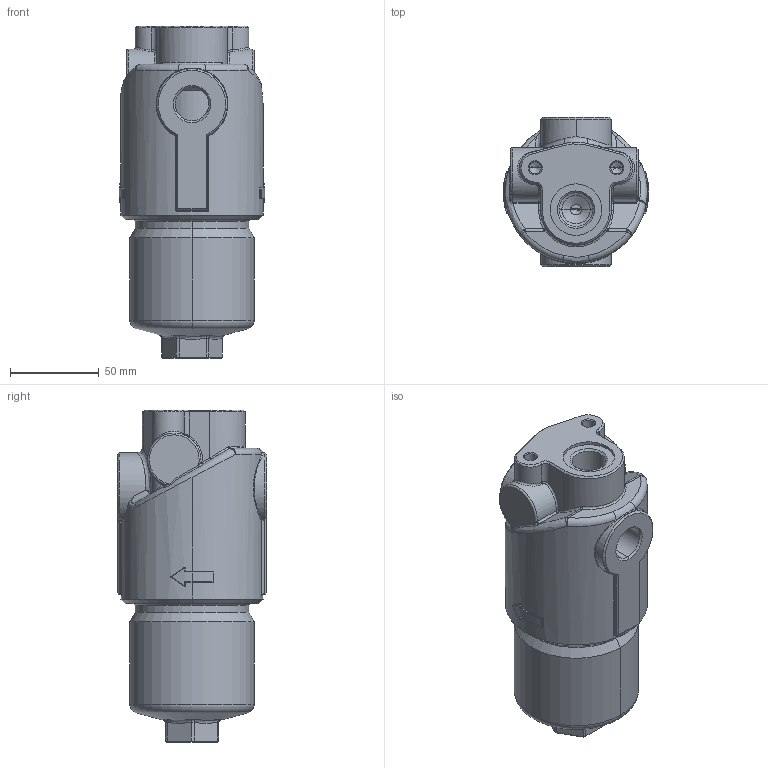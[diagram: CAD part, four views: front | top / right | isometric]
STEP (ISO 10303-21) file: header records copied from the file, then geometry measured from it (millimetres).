
FILE_DESCRIPTION(/* description */ ('Unknown'),/* implementation_level */ '2;1');
FILE_NAME(/* name */ 'OF.90901-001',/* time_stamp */ '2023-07-27T13:39:59+02:00',/* author */ ('Unknown'),/* organization */ ('Unknown'),/* preprocessor_version */ 'ST-DEVELOPER v18.102',/* originating_system */ 'Solid Edge',/* authorisation */ 'Unknown');
FILE_SCHEMA (('AUTOMOTIVE_DESIGN {1 0 10303 214 3 1 1}'));
Length unit declared in the file: millimetre
Products named in the file (3): 659_HPM281; HPM28-01-L-G; HPM28-1-02_0
Assembly tree (2 placements, depth 2):
  659_HPM281
    HPM28-01-L-G
    HPM28-1-02_0
Bounding box: 82 x 84 x 187 mm (x, y, z)
Volume: 479251.5 mm3; surface area: 105787.6 mm2
Topology: 2 solids, 3 shells, 539 faces, 1279 edges, 715 vertices
Faces by surface type: cylinder 165, plane 109, torus 82, bspline 80, cone 62, sphere 41
Entity records: 20607 total; most frequent: CARTESIAN_POINT 9372, ORIENTED_EDGE 2468, DIRECTION 2157, EDGE_CURVE 1234, AXIS2_PLACEMENT_3D 896, VERTEX_POINT 709, EDGE_LOOP 555, FACE_BOUND 555
